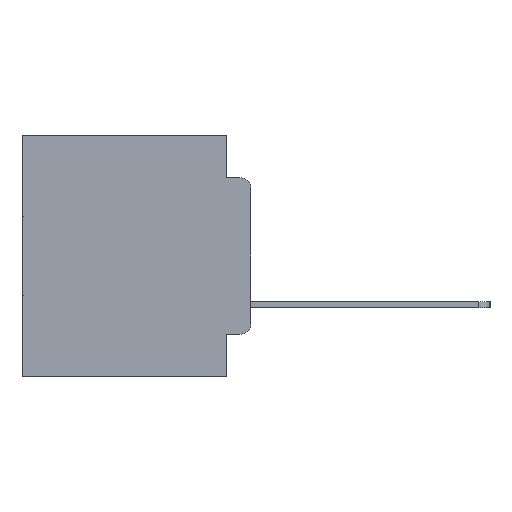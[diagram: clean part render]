
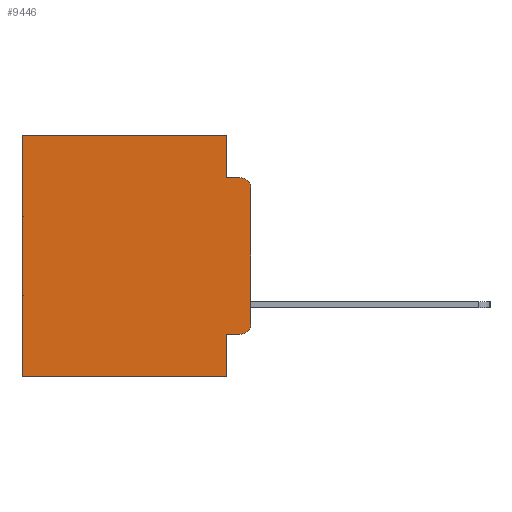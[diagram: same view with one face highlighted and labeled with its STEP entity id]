
A CAD part, left-side view. The second image highlights one B-rep face of the part: STEP entity #9446.
In plain terms, the highlighted planar face has unit normal (-1, 0, 0).
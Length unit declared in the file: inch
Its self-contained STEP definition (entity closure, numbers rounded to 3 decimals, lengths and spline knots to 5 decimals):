
#108 = CARTESIAN_POINT ( 'NONE',  ( 0.298, 0.051, -0.4115 ) ) ;
#888 = VERTEX_POINT ( 'NONE', #22968 ) ;
#1363 = DIRECTION ( 'NONE',  ( 0., 0., -1. ) ) ;
#1738 = VERTEX_POINT ( 'NONE', #28928 ) ;
#2004 = CARTESIAN_POINT ( 'NONE',  ( 0.298, 0.051, -0.0885 ) ) ;
#2272 = VERTEX_POINT ( 'NONE', #25761 ) ;
#2745 = CARTESIAN_POINT ( 'NONE',  ( 0.298, 0.051, 0. ) ) ;
#3249 = EDGE_LOOP ( 'NONE', ( #21645, #9362, #17559, #29458, #25122, #6531, #25782, #14089, #26442, #22002 ) ) ;
#3272 = VERTEX_POINT ( 'NONE', #4906 ) ;
#3916 = DIRECTION ( 'NONE',  ( 0., 0., -1. ) ) ;
#4620 = VERTEX_POINT ( 'NONE', #6419 ) ;
#4906 = CARTESIAN_POINT ( 'NONE',  ( 0.298, 0.473, 0. ) ) ;
#5689 = CARTESIAN_POINT ( 'NONE',  ( 0.298, 0.051, 0. ) ) ;
#5968 = EDGE_CURVE ( 'NONE', #13656, #26030, #11618, .T. ) ;
#6135 = DIRECTION ( 'NONE',  ( 0., 1., 0. ) ) ;
#6153 = AXIS2_PLACEMENT_3D ( 'NONE', #12725, #28893, #15267 ) ;
#6419 = CARTESIAN_POINT ( 'NONE',  ( 0.298, 0.473, -0.5 ) ) ;
#6531 = ORIENTED_EDGE ( 'NONE', *, *, #16773, .T. ) ;
#6632 = VECTOR ( 'NONE', #17449, 39.37008 ) ;
#7614 = CIRCLE ( 'NONE', #15731, 0.02 ) ;
#7998 = CARTESIAN_POINT ( 'NONE',  ( 0.298, 0., -0.1085 ) ) ;
#8739 = EDGE_CURVE ( 'NONE', #11865, #4620, #27501, .T. ) ;
#8810 = PLANE ( 'NONE',  #11152 ) ;
#9362 = ORIENTED_EDGE ( 'NONE', *, *, #13552, .T. ) ;
#9446 = ADVANCED_FACE ( 'NONE', ( #21740 ), #8810, .F. ) ;
#10353 = VECTOR ( 'NONE', #14573, 39.37008 ) ;
#11125 = LINE ( 'NONE', #12038, #10353 ) ;
#11152 = AXIS2_PLACEMENT_3D ( 'NONE', #13897, #29866, #16398 ) ;
#11618 = LINE ( 'NONE', #108, #30708 ) ;
#11865 = VERTEX_POINT ( 'NONE', #23338 ) ;
#12038 = CARTESIAN_POINT ( 'NONE',  ( 0.298, 0., 0. ) ) ;
#12140 = VECTOR ( 'NONE', #3916, 39.37008 ) ;
#12640 = VECTOR ( 'NONE', #6135, 39.37008 ) ;
#12725 = CARTESIAN_POINT ( 'NONE',  ( 0.298, 0.02, -0.3915 ) ) ;
#13189 = EDGE_CURVE ( 'NONE', #26030, #1738, #18552, .T. ) ;
#13377 = LINE ( 'NONE', #26493, #6632 ) ;
#13552 = EDGE_CURVE ( 'NONE', #25251, #888, #7614, .T. ) ;
#13614 = EDGE_CURVE ( 'NONE', #25251, #1738, #11125, .T. ) ;
#13656 = VERTEX_POINT ( 'NONE', #24196 ) ;
#13897 = CARTESIAN_POINT ( 'NONE',  ( 0.298, 0., 0. ) ) ;
#14089 = ORIENTED_EDGE ( 'NONE', *, *, #26905, .F. ) ;
#14573 = DIRECTION ( 'NONE',  ( 0., 0., -1. ) ) ;
#15267 = DIRECTION ( 'NONE',  ( 0., 0., -1. ) ) ;
#15540 = EDGE_CURVE ( 'NONE', #27559, #3272, #30258, .T. ) ;
#15731 = AXIS2_PLACEMENT_3D ( 'NONE', #30187, #16745, #1363 ) ;
#16398 = DIRECTION ( 'NONE',  ( 0., 0., -1. ) ) ;
#16745 = DIRECTION ( 'NONE',  ( -1., 0., 0. ) ) ;
#16773 = EDGE_CURVE ( 'NONE', #3272, #4620, #13377, .T. ) ;
#16805 = VECTOR ( 'NONE', #28547, 39.37008 ) ;
#17449 = DIRECTION ( 'NONE',  ( 0., 0., -1. ) ) ;
#17559 = ORIENTED_EDGE ( 'NONE', *, *, #29025, .F. ) ;
#18030 = DIRECTION ( 'NONE',  ( 0., -1., 0. ) ) ;
#18552 = CIRCLE ( 'NONE', #6153, 0.02 ) ;
#21001 = VECTOR ( 'NONE', #22152, 39.37008 ) ;
#21068 = CARTESIAN_POINT ( 'NONE',  ( 0.298, 0., 0. ) ) ;
#21197 = EDGE_CURVE ( 'NONE', #27559, #2272, #26133, .T. ) ;
#21645 = ORIENTED_EDGE ( 'NONE', *, *, #13614, .F. ) ;
#21740 = FACE_OUTER_BOUND ( 'NONE', #3249, .T. ) ;
#22002 = ORIENTED_EDGE ( 'NONE', *, *, #13189, .T. ) ;
#22152 = DIRECTION ( 'NONE',  ( 0., 1., 0. ) ) ;
#22363 = LINE ( 'NONE', #2004, #16805 ) ;
#22756 = DIRECTION ( 'NONE',  ( 0., 0., -1. ) ) ;
#22968 = CARTESIAN_POINT ( 'NONE',  ( 0.298, 0.02, -0.0885 ) ) ;
#23338 = CARTESIAN_POINT ( 'NONE',  ( 0.298, 0.051, -0.5 ) ) ;
#23738 = CARTESIAN_POINT ( 'NONE',  ( 0.298, 0.051, 0. ) ) ;
#24196 = CARTESIAN_POINT ( 'NONE',  ( 0.298, 0.051, -0.4115 ) ) ;
#24470 = CARTESIAN_POINT ( 'NONE',  ( 0.298, 0.02, -0.4115 ) ) ;
#25122 = ORIENTED_EDGE ( 'NONE', *, *, #15540, .T. ) ;
#25251 = VERTEX_POINT ( 'NONE', #7998 ) ;
#25761 = CARTESIAN_POINT ( 'NONE',  ( 0.298, 0.051, -0.0885 ) ) ;
#25782 = ORIENTED_EDGE ( 'NONE', *, *, #8739, .F. ) ;
#26030 = VERTEX_POINT ( 'NONE', #24470 ) ;
#26133 = LINE ( 'NONE', #2745, #31139 ) ;
#26442 = ORIENTED_EDGE ( 'NONE', *, *, #5968, .T. ) ;
#26493 = CARTESIAN_POINT ( 'NONE',  ( 0.298, 0.473, 0. ) ) ;
#26905 = EDGE_CURVE ( 'NONE', #13656, #11865, #30479, .T. ) ;
#27501 = LINE ( 'NONE', #28701, #21001 ) ;
#27559 = VERTEX_POINT ( 'NONE', #5689 ) ;
#28547 = DIRECTION ( 'NONE',  ( 0., -1., 0. ) ) ;
#28701 = CARTESIAN_POINT ( 'NONE',  ( 0.298, 0., -0.5 ) ) ;
#28893 = DIRECTION ( 'NONE',  ( -1., 0., 0. ) ) ;
#28928 = CARTESIAN_POINT ( 'NONE',  ( 0.298, 0., -0.3915 ) ) ;
#29025 = EDGE_CURVE ( 'NONE', #2272, #888, #22363, .T. ) ;
#29458 = ORIENTED_EDGE ( 'NONE', *, *, #21197, .F. ) ;
#29866 = DIRECTION ( 'NONE',  ( 1., 0., 0. ) ) ;
#30187 = CARTESIAN_POINT ( 'NONE',  ( 0.298, 0.02, -0.1085 ) ) ;
#30258 = LINE ( 'NONE', #21068, #12640 ) ;
#30479 = LINE ( 'NONE', #23738, #12140 ) ;
#30708 = VECTOR ( 'NONE', #18030, 39.37008 ) ;
#31139 = VECTOR ( 'NONE', #22756, 39.37008 ) ;
